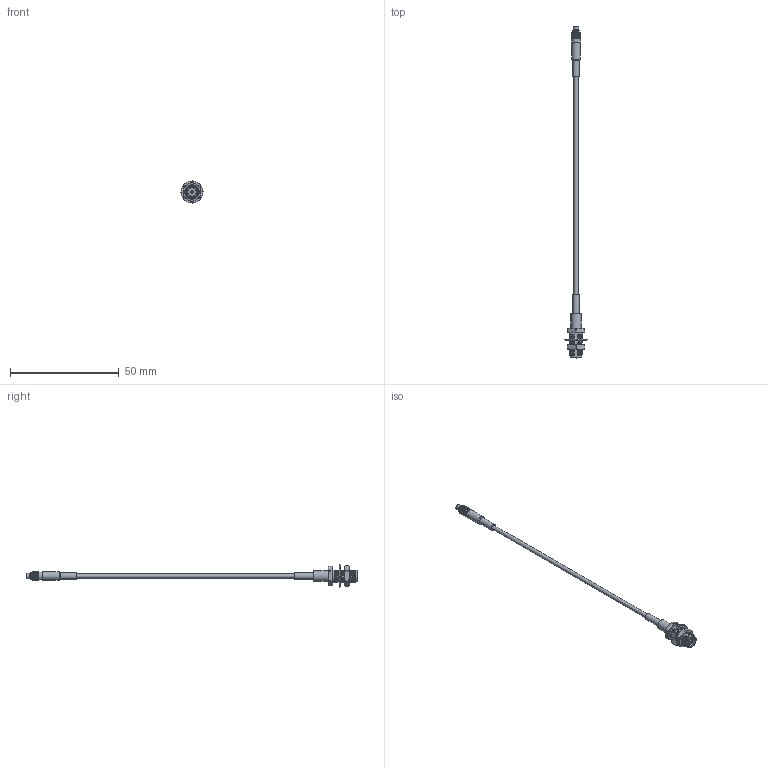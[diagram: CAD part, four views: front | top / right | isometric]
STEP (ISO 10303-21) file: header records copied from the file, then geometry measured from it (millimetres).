
FILE_DESCRIPTION(/* description */ ('Unknown'),/* implementation_level */ '2;1');
FILE_NAME(/* name */ '65530260515304',/* time_stamp */ '2019-06-20T11:38:30+02:00',/* author */ ('Unknown'),/* organization */ ('Unknown'),/* preprocessor_version */ 'ST-DEVELOPER v16.7',/* originating_system */ 'DEX',/* authorisation */ $);
FILE_SCHEMA (('AUTOMOTIVE_DESIGN {1 0 10303 214 3 1 1}'));
Products named in the file (1): 65530260515304
Bounding box: 10.2 x 152.67 x 10.2 mm (x, y, z)
Volume: 1108.6 mm3; surface area: 5303.2 mm2
Topology: 19 solids, 19 shells, 2883 faces, 6070 edges, 3243 vertices
Faces by surface type: bspline 1952, cylinder 639, plane 221, cone 52, torus 19
Full cylindrical faces by diameter (mm): 0.3 x2, 0.4 x5, 0.7 x1, 0.8 x2, 0.86 x2, 0.9 x1, 0.92 x1, 0.95 x1, 1.27 x3, 1.28 x2, 1.36 x2, 1.4 x1, 1.5 x1, 1.55 x1, 1.6 x2, 1.8 x1, 1.9 x2, 1.96 x1, 2 x3, 2.38 x1, 2.4 x1, 2.5 x2, 2.7 x5, 2.8 x1, 3 x4, 3.4 x1, 3.58 x1, 3.7 x2, 3.85 x1, 4 x2
Entity records: 117110 total; most frequent: CARTESIAN_POINT 78113, ORIENTED_EDGE 11862, EDGE_CURVE 5931, VERTEX_POINT 3203, DIRECTION 3102, FACE_BOUND 3036, EDGE_LOOP 3034, ADVANCED_FACE 2882
